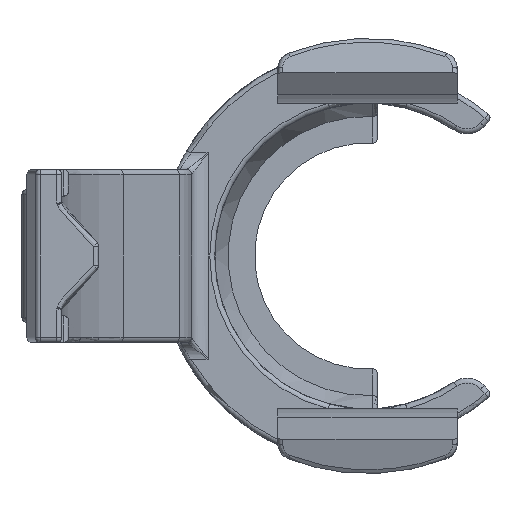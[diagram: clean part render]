
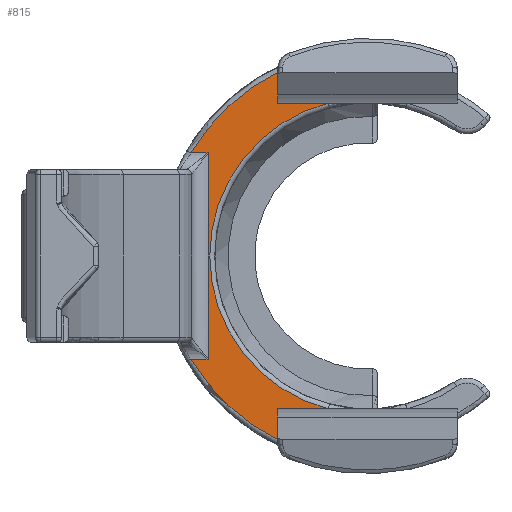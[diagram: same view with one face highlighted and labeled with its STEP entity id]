
A CAD part, left-side view. The second image highlights one B-rep face of the part: STEP entity #815.
In plain terms, the highlighted planar face has unit normal (-1, 0, 0).
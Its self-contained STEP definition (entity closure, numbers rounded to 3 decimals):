
#226=CIRCLE('',#3501,4.75);
#227=CIRCLE('',#3502,0.5);
#228=CIRCLE('',#3503,6.15);
#229=CIRCLE('',#3504,6.15);
#230=CIRCLE('',#3505,0.5);
#435=LINE('',#8090,#630);
#436=LINE('',#8095,#631);
#437=LINE('',#8097,#632);
#438=LINE('',#8103,#633);
#439=LINE('',#8105,#634);
#440=LINE('',#8107,#635);
#441=LINE('',#8113,#636);
#630=VECTOR('',#3943,1.);
#631=VECTOR('',#3946,1.);
#632=VECTOR('',#3947,1.);
#633=VECTOR('',#3952,1.);
#634=VECTOR('',#3953,1.);
#635=VECTOR('',#3954,1.);
#636=VECTOR('',#3959,1.);
#815=ADVANCED_FACE('',(#1078),#1027,.T.);
#1027=PLANE('',#3506);
#1078=FACE_OUTER_BOUND('',#1296,.T.);
#1296=EDGE_LOOP('',(#1577,#1578,#1579,#1580,#1581,#1582,#1583,#1584,#1585,
#1586,#1587,#1588));
#1577=ORIENTED_EDGE('',*,*,#2924,.T.);
#1578=ORIENTED_EDGE('',*,*,#2925,.T.);
#1579=ORIENTED_EDGE('',*,*,#2926,.T.);
#1580=ORIENTED_EDGE('',*,*,#2927,.F.);
#1581=ORIENTED_EDGE('',*,*,#2928,.T.);
#1582=ORIENTED_EDGE('',*,*,#2929,.T.);
#1583=ORIENTED_EDGE('',*,*,#2930,.T.);
#1584=ORIENTED_EDGE('',*,*,#2931,.T.);
#1585=ORIENTED_EDGE('',*,*,#2932,.T.);
#1586=ORIENTED_EDGE('',*,*,#2933,.T.);
#1587=ORIENTED_EDGE('',*,*,#2934,.T.);
#1588=ORIENTED_EDGE('',*,*,#2935,.T.);
#2609=VERTEX_POINT('',#8091);
#2610=VERTEX_POINT('',#8092);
#2611=VERTEX_POINT('',#8094);
#2612=VERTEX_POINT('',#8096);
#2613=VERTEX_POINT('',#8098);
#2614=VERTEX_POINT('',#8100);
#2615=VERTEX_POINT('',#8102);
#2616=VERTEX_POINT('',#8104);
#2617=VERTEX_POINT('',#8106);
#2618=VERTEX_POINT('',#8108);
#2619=VERTEX_POINT('',#8110);
#2620=VERTEX_POINT('',#8112);
#2924=EDGE_CURVE('',#2609,#2610,#435,.T.);
#2925=EDGE_CURVE('',#2610,#2611,#226,.T.);
#2926=EDGE_CURVE('',#2611,#2612,#436,.T.);
#2927=EDGE_CURVE('',#2613,#2612,#437,.T.);
#2928=EDGE_CURVE('',#2613,#2614,#227,.T.);
#2929=EDGE_CURVE('',#2614,#2615,#228,.T.);
#2930=EDGE_CURVE('',#2615,#2616,#438,.T.);
#2931=EDGE_CURVE('',#2616,#2617,#439,.T.);
#2932=EDGE_CURVE('',#2617,#2618,#440,.T.);
#2933=EDGE_CURVE('',#2618,#2619,#229,.T.);
#2934=EDGE_CURVE('',#2619,#2620,#230,.T.);
#2935=EDGE_CURVE('',#2620,#2609,#441,.T.);
#3501=AXIS2_PLACEMENT_3D('',#8093,#3944,#3945);
#3502=AXIS2_PLACEMENT_3D('',#8099,#3948,#3949);
#3503=AXIS2_PLACEMENT_3D('',#8101,#3950,#3951);
#3504=AXIS2_PLACEMENT_3D('',#8109,#3955,#3956);
#3505=AXIS2_PLACEMENT_3D('',#8111,#3957,#3958);
#3506=AXIS2_PLACEMENT_3D('',#8114,#3960,#3961);
#3943=DIRECTION('',(0.,-1.,0.));
#3944=DIRECTION('',(1.,0.,0.));
#3945=DIRECTION('',(0.,0.,1.));
#3946=DIRECTION('',(0.,1.,0.));
#3947=DIRECTION('',(0.,0.,-1.));
#3948=DIRECTION('',(1.,0.,0.));
#3949=DIRECTION('',(0.,0.,1.));
#3950=DIRECTION('',(-1.,0.,0.));
#3951=DIRECTION('',(0.,0.,1.));
#3952=DIRECTION('',(0.,-1.,0.));
#3953=DIRECTION('',(0.,0.,-1.));
#3954=DIRECTION('',(0.,1.,0.));
#3955=DIRECTION('',(-1.,0.,0.));
#3956=DIRECTION('',(0.,0.,1.));
#3957=DIRECTION('',(1.,0.,0.));
#3958=DIRECTION('',(0.,0.,1.));
#3959=DIRECTION('',(0.,0.,1.));
#3960=DIRECTION('',(-1.,0.,0.));
#3961=DIRECTION('',(0.,0.,1.));
#8090=CARTESIAN_POINT('',(-3.3,-4.587,-4.6));
#8091=CARTESIAN_POINT('',(-3.3,2.7,-4.6));
#8092=CARTESIAN_POINT('',(-3.3,1.184,-4.6));
#8093=CARTESIAN_POINT('',(-3.3,0.,0.));
#8094=CARTESIAN_POINT('',(-3.3,1.184,4.6));
#8095=CARTESIAN_POINT('',(-3.3,-4.587,4.6));
#8096=CARTESIAN_POINT('',(-3.3,2.7,4.6));
#8097=CARTESIAN_POINT('',(-3.3,2.7,-3.212));
#8098=CARTESIAN_POINT('',(-3.3,2.7,5.367));
#8099=CARTESIAN_POINT('',(-3.3,2.2,5.367));
#8100=CARTESIAN_POINT('',(-3.3,2.669,5.541));
#8101=CARTESIAN_POINT('',(-3.3,0.,0.));
#8102=CARTESIAN_POINT('',(-3.3,5.312,3.1));
#8103=CARTESIAN_POINT('',(-3.3,5.3,3.1));
#8104=CARTESIAN_POINT('',(-3.3,4.8,3.1));
#8105=CARTESIAN_POINT('',(-3.3,4.8,-2.6));
#8106=CARTESIAN_POINT('',(-3.3,4.8,-3.1));
#8107=CARTESIAN_POINT('',(-3.3,5.738,-3.1));
#8108=CARTESIAN_POINT('',(-3.3,5.312,-3.1));
#8109=CARTESIAN_POINT('',(-3.3,0.,0.));
#8110=CARTESIAN_POINT('',(-3.3,2.669,-5.541));
#8111=CARTESIAN_POINT('',(-3.3,2.2,-5.367));
#8112=CARTESIAN_POINT('',(-3.3,2.7,-5.367));
#8113=CARTESIAN_POINT('',(-3.3,2.7,-3.212));
#8114=CARTESIAN_POINT('',(-3.3,-4.587,-3.212));
